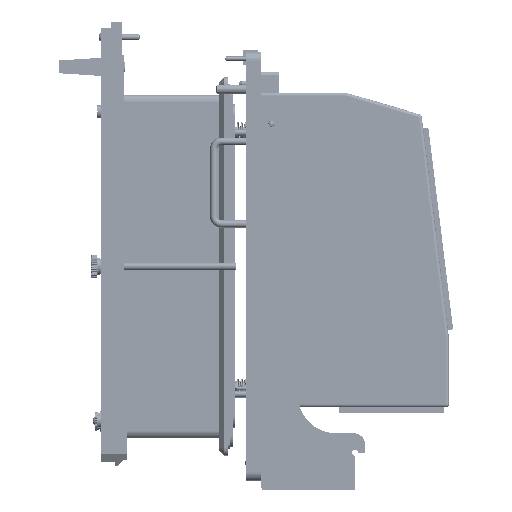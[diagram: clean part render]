
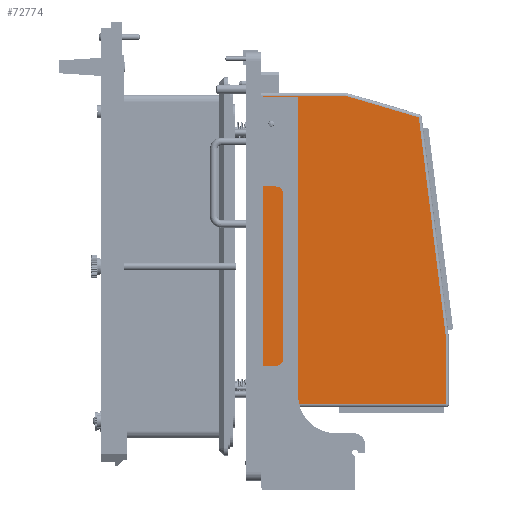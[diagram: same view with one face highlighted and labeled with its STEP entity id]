
A CAD part, left-side view. The second image highlights one B-rep face of the part: STEP entity #72774.
In plain terms, the highlighted planar face has unit normal (-1, 0, 0).
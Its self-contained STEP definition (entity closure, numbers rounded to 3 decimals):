
#1537 = VERTEX_POINT ( 'NONE', #74122 ) ;
#3212 = VERTEX_POINT ( 'NONE', #3251 ) ;
#3251 = CARTESIAN_POINT ( 'NONE',  ( -75.5, 2., -103.25 ) ) ;
#7281 = EDGE_CURVE ( 'NONE', #1537, #30030, #98700, .T. ) ;
#7935 = ORIENTED_EDGE ( 'NONE', *, *, #112644, .T. ) ;
#8619 = VECTOR ( 'NONE', #76958, 1000. ) ;
#9814 = VERTEX_POINT ( 'NONE', #43155 ) ;
#13798 = PLANE ( 'NONE',  #75299 ) ;
#15195 = LINE ( 'NONE', #100900, #64195 ) ;
#23459 = VERTEX_POINT ( 'NONE', #120103 ) ;
#24219 = CARTESIAN_POINT ( 'NONE',  ( -75.5, 124., 105.25 ) ) ;
#26035 = CARTESIAN_POINT ( 'NONE',  ( -75.5, 129., -103.25 ) ) ;
#27081 = DIRECTION ( 'NONE',  ( 0., 0., 1. ) ) ;
#30030 = VERTEX_POINT ( 'NONE', #55310 ) ;
#30316 = EDGE_CURVE ( 'NONE', #3212, #23459, #15195, .T. ) ;
#32108 = CARTESIAN_POINT ( 'NONE',  ( -75.5, 129., 105.25 ) ) ;
#32239 = DIRECTION ( 'NONE',  ( 0., 0.959, 0.283 ) ) ;
#34312 = EDGE_CURVE ( 'NONE', #9814, #130240, #126384, .T. ) ;
#39222 = VECTOR ( 'NONE', #117417, 1000. ) ;
#42828 = CARTESIAN_POINT ( 'NONE',  ( -75.5, 124.761, 119.616 ) ) ;
#43155 = CARTESIAN_POINT ( 'NONE',  ( -75.5, 19.983, 88.703 ) ) ;
#55310 = CARTESIAN_POINT ( 'NONE',  ( -75.5, 124., 103.25 ) ) ;
#56669 = DIRECTION ( 'NONE',  ( 0., 0., -1. ) ) ;
#63415 = CARTESIAN_POINT ( 'NONE',  ( -75.5, 129., 103.25 ) ) ;
#64154 = CARTESIAN_POINT ( 'NONE',  ( -75.5, 23.604, 118.191 ) ) ;
#64195 = VECTOR ( 'NONE', #27081, 1000. ) ;
#68959 = DIRECTION ( 'NONE',  ( 0., -1., 0. ) ) ;
#72774 = ADVANCED_FACE ( 'NONE', ( #87616 ), #13798, .F. ) ;
#74122 = CARTESIAN_POINT ( 'NONE',  ( -75.5, 124., -103.25 ) ) ;
#75299 = AXIS2_PLACEMENT_3D ( 'NONE', #32108, #96759, #56669 ) ;
#76958 = DIRECTION ( 'NONE',  ( 0., 0., 1. ) ) ;
#81106 = CARTESIAN_POINT ( 'NONE',  ( -75.5, 69.289, 103.25 ) ) ;
#82203 = EDGE_CURVE ( 'NONE', #130240, #30030, #116032, .T. ) ;
#82465 = EDGE_CURVE ( 'NONE', #1537, #3212, #121569, .T. ) ;
#85229 = ORIENTED_EDGE ( 'NONE', *, *, #30316, .T. ) ;
#85523 = VECTOR ( 'NONE', #98488, 1000. ) ;
#87616 = FACE_OUTER_BOUND ( 'NONE', #123111, .T. ) ;
#87995 = LINE ( 'NONE', #64154, #85523 ) ;
#96759 = DIRECTION ( 'NONE',  ( 1., 0., 0. ) ) ;
#98488 = DIRECTION ( 'NONE',  ( 0., 0.122, 0.993 ) ) ;
#98700 = LINE ( 'NONE', #24219, #8619 ) ;
#99893 = VECTOR ( 'NONE', #68959, 1000. ) ;
#100597 = ORIENTED_EDGE ( 'NONE', *, *, #82465, .T. ) ;
#100900 = CARTESIAN_POINT ( 'NONE',  ( -75.5, 2., -57.637 ) ) ;
#112644 = EDGE_CURVE ( 'NONE', #23459, #9814, #87995, .T. ) ;
#116032 = LINE ( 'NONE', #63415, #39222 ) ;
#117417 = DIRECTION ( 'NONE',  ( 0., 1., 0. ) ) ;
#117485 = ORIENTED_EDGE ( 'NONE', *, *, #7281, .F. ) ;
#120103 = CARTESIAN_POINT ( 'NONE',  ( -75.5, 2., -57.759 ) ) ;
#121569 = LINE ( 'NONE', #26035, #99893 ) ;
#123111 = EDGE_LOOP ( 'NONE', ( #117485, #100597, #85229, #7935, #137809, #123621 ) ) ;
#123621 = ORIENTED_EDGE ( 'NONE', *, *, #82203, .T. ) ;
#126384 = LINE ( 'NONE', #42828, #128142 ) ;
#128142 = VECTOR ( 'NONE', #32239, 1000. ) ;
#130240 = VERTEX_POINT ( 'NONE', #81106 ) ;
#137809 = ORIENTED_EDGE ( 'NONE', *, *, #34312, .T. ) ;
